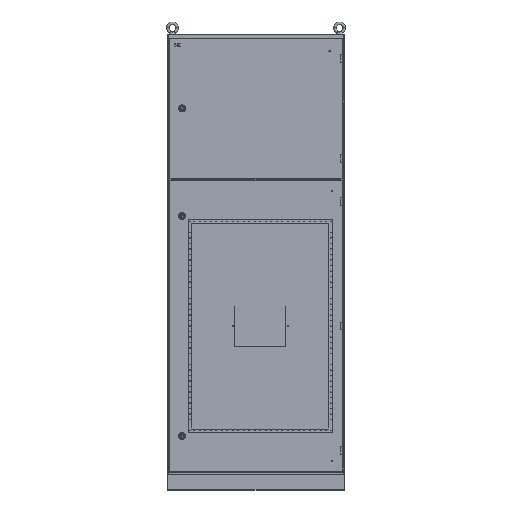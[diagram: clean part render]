
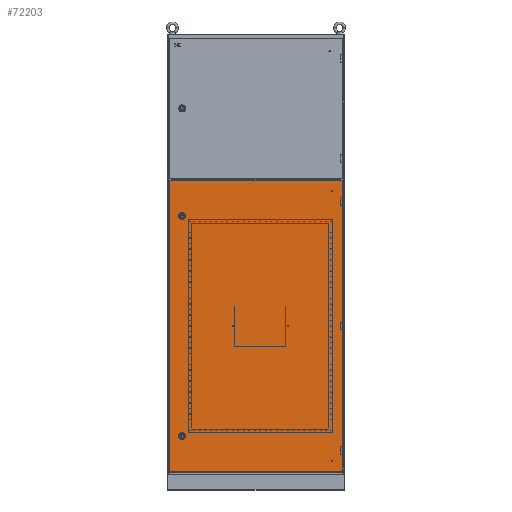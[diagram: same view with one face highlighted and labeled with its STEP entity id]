
A CAD part, top view. The second image highlights one B-rep face of the part: STEP entity #72203.
In plain terms, the highlighted planar face has unit normal (0, 0, 1).
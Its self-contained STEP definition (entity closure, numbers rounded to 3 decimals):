
#570 = PLANE ( 'NONE',  #38776 ) ;
#1304 = AXIS2_PLACEMENT_3D ( 'NONE', #81092, #38848, #88180 ) ;
#1582 = CARTESIAN_POINT ( 'NONE',  ( 790.5, 663.5, 0. ) ) ;
#1688 = ORIENTED_EDGE ( 'NONE', *, *, #40506, .F. ) ;
#2507 = EDGE_CURVE ( 'NONE', #53979, #35439, #59110, .T. ) ;
#2821 = VECTOR ( 'NONE', #72418, 1000. ) ;
#2894 = VECTOR ( 'NONE', #87047, 1000. ) ;
#3273 = EDGE_CURVE ( 'NONE', #39010, #46448, #36013, .T. ) ;
#5152 = EDGE_CURVE ( 'NONE', #35439, #8165, #69782, .T. ) ;
#5236 = EDGE_LOOP ( 'NONE', ( #44379, #1688 ) ) ;
#6203 = CARTESIAN_POINT ( 'NONE',  ( 61.5, -500., 0. ) ) ;
#6924 = AXIS2_PLACEMENT_3D ( 'NONE', #38960, #88283, #46053 ) ;
#8165 = VERTEX_POINT ( 'NONE', #20648 ) ;
#10046 = CARTESIAN_POINT ( 'NONE',  ( 0., 663.5, 0. ) ) ;
#14663 = DIRECTION ( 'NONE',  ( 0., 0., 1. ) ) ;
#14710 = DIRECTION ( 'NONE',  ( 0., 0., 1. ) ) ;
#16603 = FACE_OUTER_BOUND ( 'NONE', #89776, .T. ) ;
#19345 = ORIENTED_EDGE ( 'NONE', *, *, #2507, .T. ) ;
#20546 = ORIENTED_EDGE ( 'NONE', *, *, #35508, .T. ) ;
#20648 = CARTESIAN_POINT ( 'NONE',  ( 0., 663.5, 0. ) ) ;
#27542 = CARTESIAN_POINT ( 'NONE',  ( 0., -663.5, 0. ) ) ;
#29216 = CARTESIAN_POINT ( 'NONE',  ( 790.5, -663.5, 0. ) ) ;
#34135 = CARTESIAN_POINT ( 'NONE',  ( 60., -500., 0. ) ) ;
#34563 = ORIENTED_EDGE ( 'NONE', *, *, #3273, .F. ) ;
#35039 = CARTESIAN_POINT ( 'NONE',  ( 58.5, 500., 0. ) ) ;
#35439 = VERTEX_POINT ( 'NONE', #1582 ) ;
#35508 = EDGE_CURVE ( 'NONE', #80707, #53979, #40466, .T. ) ;
#36013 = CIRCLE ( 'NONE', #6924, 1.5 ) ;
#36341 = CARTESIAN_POINT ( 'NONE',  ( 0., 663.5, 0. ) ) ;
#36705 = VERTEX_POINT ( 'NONE', #53329 ) ;
#38776 = AXIS2_PLACEMENT_3D ( 'NONE', #49901, #14710, #64103 ) ;
#38848 = DIRECTION ( 'NONE',  ( 0., 0., 1. ) ) ;
#38960 = CARTESIAN_POINT ( 'NONE',  ( 60., 500., 0. ) ) ;
#39010 = VERTEX_POINT ( 'NONE', #42994 ) ;
#40466 = LINE ( 'NONE', #79966, #2894 ) ;
#40506 = EDGE_CURVE ( 'NONE', #36705, #78903, #81270, .T. ) ;
#41193 = DIRECTION ( 'NONE',  ( -1., 0., 0. ) ) ;
#41278 = EDGE_CURVE ( 'NONE', #46448, #39010, #71191, .T. ) ;
#42994 = CARTESIAN_POINT ( 'NONE',  ( 61.5, 500., 0. ) ) ;
#44287 = EDGE_CURVE ( 'NONE', #8165, #80707, #83129, .T. ) ;
#44379 = ORIENTED_EDGE ( 'NONE', *, *, #69245, .F. ) ;
#45646 = ORIENTED_EDGE ( 'NONE', *, *, #44287, .T. ) ;
#46053 = DIRECTION ( 'NONE',  ( 1., 0., 0. ) ) ;
#46448 = VERTEX_POINT ( 'NONE', #35039 ) ;
#49901 = CARTESIAN_POINT ( 'NONE',  ( 0., 0., 0. ) ) ;
#51097 = CARTESIAN_POINT ( 'NONE',  ( 790.5, 663.5, 0. ) ) ;
#53232 = VECTOR ( 'NONE', #59430, 1000. ) ;
#53329 = CARTESIAN_POINT ( 'NONE',  ( 58.5, -500., 0. ) ) ;
#53979 = VERTEX_POINT ( 'NONE', #29216 ) ;
#56372 = FACE_BOUND ( 'NONE', #5236, .T. ) ;
#56524 = AXIS2_PLACEMENT_3D ( 'NONE', #56939, #14663, #64061 ) ;
#56939 = CARTESIAN_POINT ( 'NONE',  ( 60., 500., 0. ) ) ;
#59110 = LINE ( 'NONE', #51097, #2821 ) ;
#59430 = DIRECTION ( 'NONE',  ( -1., 0., 0. ) ) ;
#61318 = CIRCLE ( 'NONE', #1304, 1.5 ) ;
#62116 = VECTOR ( 'NONE', #85669, 1000. ) ;
#64061 = DIRECTION ( 'NONE',  ( 1., 0., 0. ) ) ;
#64103 = DIRECTION ( 'NONE',  ( 1., 0., 0. ) ) ;
#64691 = ORIENTED_EDGE ( 'NONE', *, *, #41278, .F. ) ;
#69245 = EDGE_CURVE ( 'NONE', #78903, #36705, #61318, .T. ) ;
#69782 = LINE ( 'NONE', #10046, #53232 ) ;
#71191 = CIRCLE ( 'NONE', #56524, 1.5 ) ;
#72203 = ADVANCED_FACE ( 'NONE', ( #56372, #72995, #16603 ), #570, .T. ) ;
#72418 = DIRECTION ( 'NONE',  ( 0., 1., 0. ) ) ;
#72995 = FACE_BOUND ( 'NONE', #88112, .T. ) ;
#77405 = ORIENTED_EDGE ( 'NONE', *, *, #5152, .T. ) ;
#78903 = VERTEX_POINT ( 'NONE', #6203 ) ;
#79966 = CARTESIAN_POINT ( 'NONE',  ( 0., -663.5, 0. ) ) ;
#80707 = VERTEX_POINT ( 'NONE', #27542 ) ;
#80772 = AXIS2_PLACEMENT_3D ( 'NONE', #34135, #83467, #41193 ) ;
#81092 = CARTESIAN_POINT ( 'NONE',  ( 60., -500., 0. ) ) ;
#81270 = CIRCLE ( 'NONE', #80772, 1.5 ) ;
#83129 = LINE ( 'NONE', #36341, #62116 ) ;
#83467 = DIRECTION ( 'NONE',  ( 0., 0., 1. ) ) ;
#85669 = DIRECTION ( 'NONE',  ( 0., -1., 0. ) ) ;
#87047 = DIRECTION ( 'NONE',  ( 1., 0., 0. ) ) ;
#88112 = EDGE_LOOP ( 'NONE', ( #34563, #64691 ) ) ;
#88180 = DIRECTION ( 'NONE',  ( -1., 0., 0. ) ) ;
#88283 = DIRECTION ( 'NONE',  ( 0., 0., 1. ) ) ;
#89776 = EDGE_LOOP ( 'NONE', ( #45646, #20546, #19345, #77405 ) ) ;
